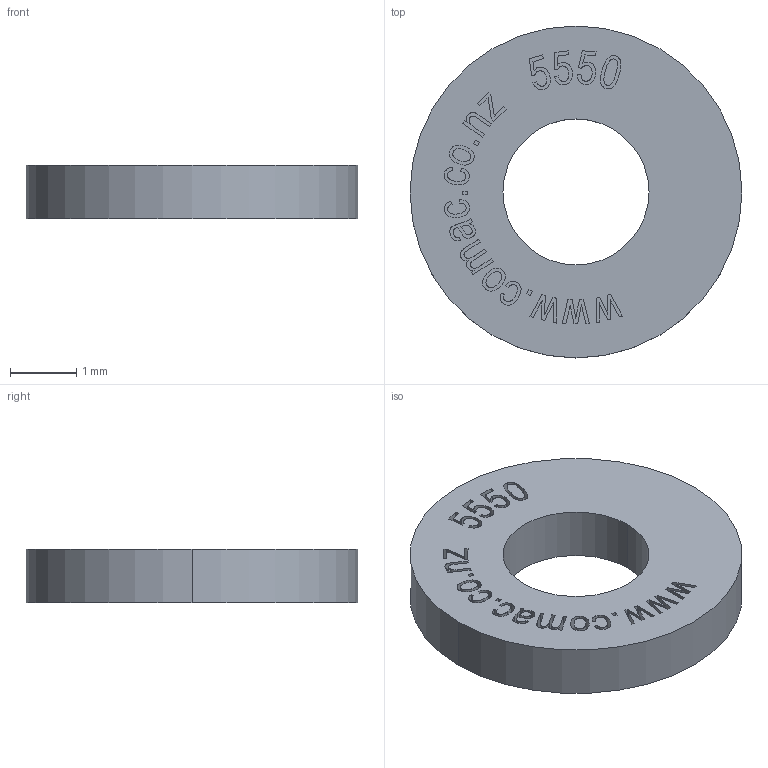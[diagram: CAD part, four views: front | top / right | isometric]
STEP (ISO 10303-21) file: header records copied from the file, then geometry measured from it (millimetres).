
FILE_DESCRIPTION (( 'STEP AP214' ), '1' );
FILE_NAME ('05550-Washer Nylon Clear White 5mm M2.STEP', '2018-12-03T23:26:09', ( '' ), ( '' ), 'SwSTEP 2.0', 'SolidWorks 2018', '' );
FILE_SCHEMA (( 'AUTOMOTIVE_DESIGN' ));
Length unit declared in the file: millimetre
Products named in the file (2): 05550-Washer Nylon Clear White 5mm M2
Bounding box: 5 x 5 x 0.8 mm (x, y, z)
Volume: 12.5 mm3; surface area: 58.5 mm2
Topology: 1 solids, 1 shells, 259 faces, 702 edges, 468 vertices
Faces by surface type: plane 153, bspline 102, cylinder 4
Entity records: 13769 total; most frequent: CARTESIAN_POINT 7877, ORIENTED_EDGE 1404, DIRECTION 824, EDGE_CURVE 702, LINE 490, VECTOR 490, VERTEX_POINT 468, EDGE_LOOP 284
